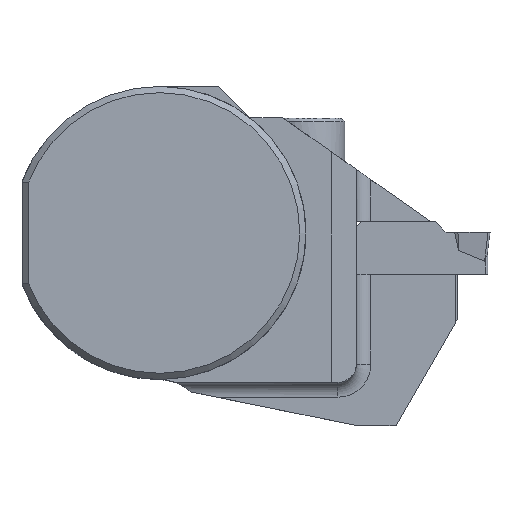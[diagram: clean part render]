
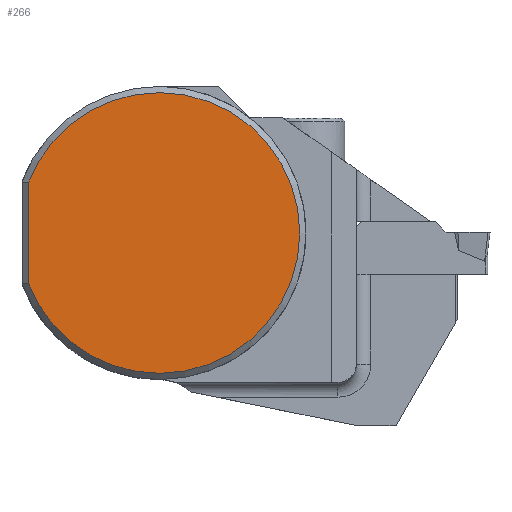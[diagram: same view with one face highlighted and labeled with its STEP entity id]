
A CAD part, top view. The second image highlights one B-rep face of the part: STEP entity #266.
In plain terms, the highlighted planar face has unit normal (0, 0, 1).
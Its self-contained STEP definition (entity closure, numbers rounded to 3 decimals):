
#189=CIRCLE('',#2065,15.325);
#266=ADVANCED_FACE('',(#429),#348,.F.);
#348=PLANE('',#2068);
#429=FACE_OUTER_BOUND('',#526,.T.);
#526=EDGE_LOOP('',(#883,#884));
#883=ORIENTED_EDGE('',*,*,#1433,.F.);
#884=ORIENTED_EDGE('',*,*,#1440,.T.);
#1210=VERTEX_POINT('',#3173);
#1211=VERTEX_POINT('',#3178);
#1433=EDGE_CURVE('',#1211,#1210,#1655,.T.);
#1440=EDGE_CURVE('',#1211,#1210,#189,.T.);
#1655=LINE('',#3179,#1846);
#1846=VECTOR('',#2427,1.);
#2065=AXIS2_PLACEMENT_3D('',#3194,#2450,#2451);
#2068=AXIS2_PLACEMENT_3D('',#3197,#2456,#2457);
#2427=DIRECTION('',(0.,1.,0.));
#2450=DIRECTION('',(0.,0.,1.));
#2451=DIRECTION('',(1.,0.,0.));
#2456=DIRECTION('',(0.,0.,-1.));
#2457=DIRECTION('',(1.,0.,0.));
#3173=CARTESIAN_POINT('',(-14.325,5.445,0.));
#3178=CARTESIAN_POINT('',(-14.325,-5.445,0.));
#3179=CARTESIAN_POINT('',(-14.325,16.,0.));
#3194=CARTESIAN_POINT('',(0.,0.,0.));
#3197=CARTESIAN_POINT('',(0.,0.,0.));
